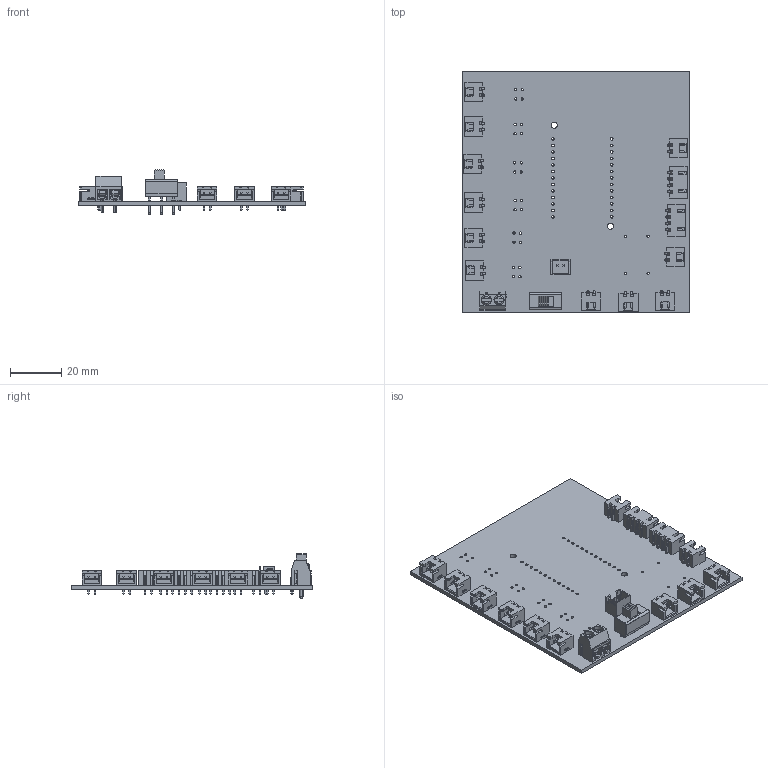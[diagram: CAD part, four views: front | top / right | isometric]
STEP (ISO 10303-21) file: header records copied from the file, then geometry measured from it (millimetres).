
FILE_DESCRIPTION(('Designed by EasyEDA Pro'),'2;1');
FILE_NAME('Open CASCADE Shape Model','2025-02-09T17:46:26',('Author'),( 'Open CASCADE'),'Open CASCADE STEP processor 7.8','Open CASCADE 7.8' ,'Unknown');
FILE_SCHEMA(('AUTOMOTIVE_DESIGN { 1 0 10303 214 1 1 1 1 }'));
Length unit declared in the file: millimetre
Products named in the file (14): IpRZ-PCBModel; IpRZ-TopTrack; IpRZ-BottomTrack; IpRZ-Board; IpRZ-Top FPC Stiffener; IpRZ-Bot FPC Stiffener; IpRZ-CN1-CONN-TH_2P-P2.50_ZX-XH2.54-2PWZ; IpRZ-CN10-CONN-TH_4P-P2.50_ZX-XH2.54-4PWZ; IpRZ-CN13-CONN-TH_2P-P2.50_HX25003-2A; COMPOUND; IpRZ-U1-CONN-TH_P5.00_KF301-5.0-2P; IpRZ-U2-SW-TH_SHOU-HAN_SS12D10G4
Assembly tree (24 placements, depth 3):
  IpRZ-PCBModel
    IpRZ-TopTrack
    IpRZ-BottomTrack
    IpRZ-Board
    IpRZ-Top FPC Stiffener
    IpRZ-Bot FPC Stiffener
    IpRZ-CN1-CONN-TH_2P-P2.50_ZX-XH2.54-2PWZ  x11
    IpRZ-CN10-CONN-TH_4P-P2.50_ZX-XH2.54-4PWZ  x2
    IpRZ-CN13-CONN-TH_2P-P2.50_HX25003-2A
      COMPOUND
    IpRZ-U1-CONN-TH_P5.00_KF301-5.0-2P
      COMPOUND
    IpRZ-U2-SW-TH_SHOU-HAN_SS12D10G4
      COMPOUND
Bounding box: 89.01 x 94.58 x 17.5 mm (x, y, z)
Volume: 17359.5 mm3; surface area: 26050.8 mm2
Topology: 57 solids, 57 shells, 5846 faces, 15877 edges, 10474 vertices
Faces by surface type: plane 3747, bspline 1715, cylinder 374, torus 6, cone 4
Entity records: 100435 total; most frequent: CARTESIAN_POINT 26876, ORIENTED_EDGE 12706, DIRECTION 9013, EDGE_CURVE 6353, LINE 4443, VECTOR 4443, VERTEX_POINT 4196, FACE_BOUND 2645
